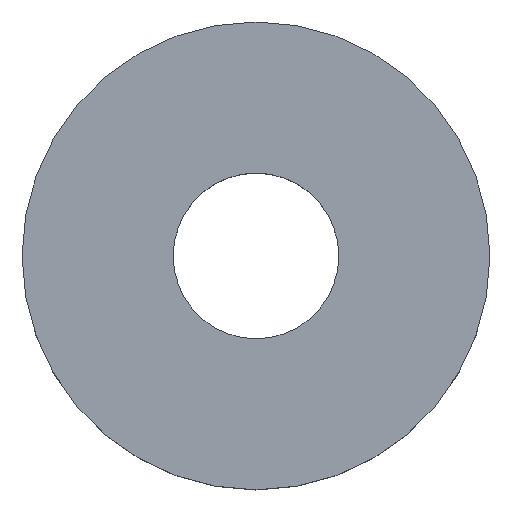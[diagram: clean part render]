
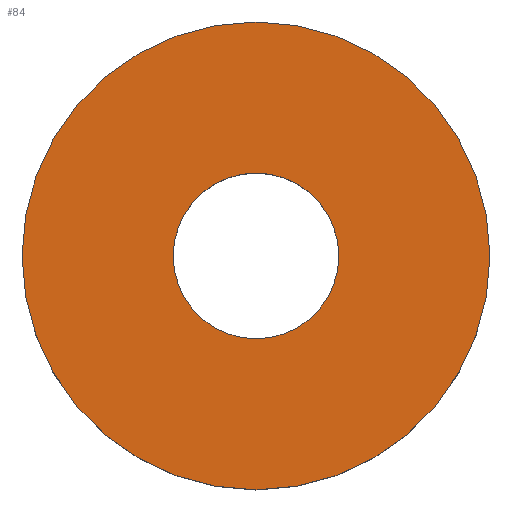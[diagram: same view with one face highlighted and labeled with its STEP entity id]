
A CAD part, top view. The second image highlights one B-rep face of the part: STEP entity #84.
In plain terms, the highlighted planar face has unit normal (0, 0, 1).
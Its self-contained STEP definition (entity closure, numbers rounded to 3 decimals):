
#58=EDGE_CURVE('',#68,#88,#128,.T.);
#68=VERTEX_POINT('',#139);
#80=VERTEX_POINT('',#154);
#84=ADVANCED_FACE('',(#158,#159),#160,.T.);
#88=VERTEX_POINT('',#164);
#94=VERTEX_POINT('',#171);
#96=EDGE_CURVE('',#80,#94,#173,.T.);
#98=EDGE_CURVE('',#88,#68,#175,.T.);
#100=EDGE_CURVE('',#94,#80,#177,.T.);
#128=CIRCLE('',#201,12.0);
#139=CARTESIAN_POINT('',(-12.0,0.,5.0));
#154=CARTESIAN_POINT('',(4.25,0.0,5.0));
#158=FACE_OUTER_BOUND('',#236,.T.);
#159=FACE_BOUND('',#237,.T.);
#160=PLANE('',#238);
#164=CARTESIAN_POINT('',(12.0,0.0,5.0));
#171=CARTESIAN_POINT('',(-4.25,0.,5.0));
#173=CIRCLE('',#254,4.25);
#175=CIRCLE('',#257,12.0);
#177=CIRCLE('',#260,4.25);
#201=AXIS2_PLACEMENT_3D('',#275,#276,#277);
#236=EDGE_LOOP('',(#308,#309));
#237=EDGE_LOOP('',(#310,#311));
#238=AXIS2_PLACEMENT_3D('',#312,#313,#314);
#254=AXIS2_PLACEMENT_3D('',#329,#330,#331);
#257=AXIS2_PLACEMENT_3D('',#332,#333,#334);
#260=AXIS2_PLACEMENT_3D('',#335,#336,#337);
#275=CARTESIAN_POINT('',(0.0,0.0,5.0));
#276=DIRECTION('',(0.0,0.0,1.0));
#277=DIRECTION('',(1.0,0.0,0.0));
#308=ORIENTED_EDGE('',*,*,#98,.T.);
#309=ORIENTED_EDGE('',*,*,#58,.T.);
#310=ORIENTED_EDGE('',*,*,#96,.T.);
#311=ORIENTED_EDGE('',*,*,#100,.T.);
#312=CARTESIAN_POINT('',(0.0,0.0,5.0));
#313=DIRECTION('',(0.0,0.0,1.0));
#314=DIRECTION('',(1.0,0.0,0.0));
#329=CARTESIAN_POINT('',(0.0,0.0,5.0));
#330=DIRECTION('',(0.0,0.0,-1.0));
#331=DIRECTION('',(1.0,0.0,0.0));
#332=CARTESIAN_POINT('',(0.0,0.0,5.0));
#333=DIRECTION('',(0.0,0.0,1.0));
#334=DIRECTION('',(1.0,0.0,0.0));
#335=CARTESIAN_POINT('',(0.0,0.0,5.0));
#336=DIRECTION('',(0.0,0.0,-1.0));
#337=DIRECTION('',(1.0,0.0,0.0));
